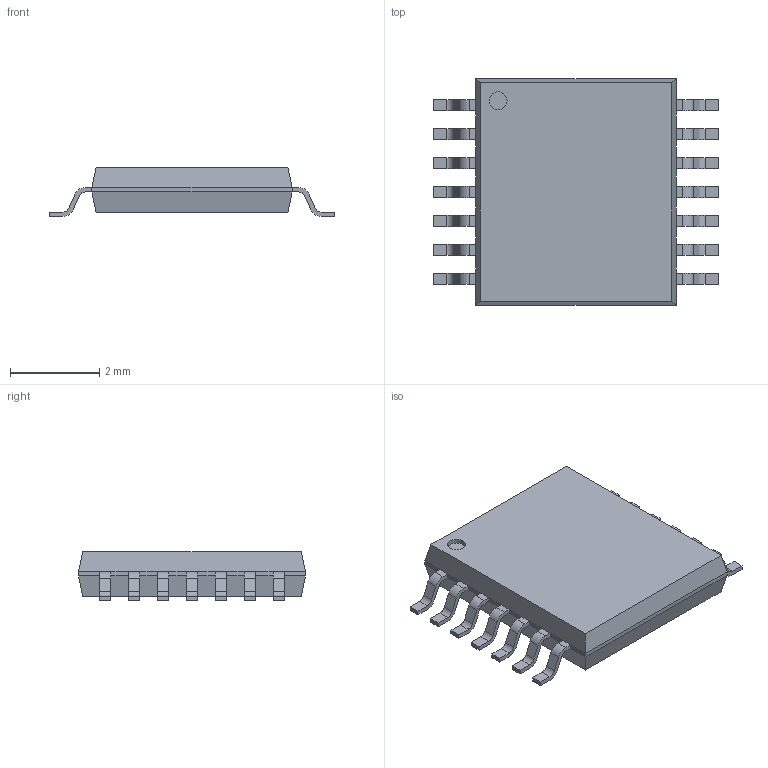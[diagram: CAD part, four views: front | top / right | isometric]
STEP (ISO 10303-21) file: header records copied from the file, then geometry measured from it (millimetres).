
FILE_DESCRIPTION(('FreeCAD Model'),'2;1');
FILE_NAME('Fusion.step', '2017-02-08T12:00:20',('kicad StepUp'),('ksu MCAD'), 'Open CASCADE STEP processor 6.8','FreeCAD','Unknown');
FILE_SCHEMA(('AUTOMOTIVE_DESIGN_CC2 { 1 2 10303 214 -1 1 5 4 }'));
Length unit declared in the file: millimetre
Products named in the file (1): Fusion
Bounding box: 6.4 x 5.1 x 1.1 mm (x, y, z)
Volume: 22.6 mm3; surface area: 73.9 mm2
Topology: 1 solids, 1 shells, 212 faces, 565 edges, 356 vertices
Faces by surface type: plane 155, cylinder 57
Full cylindrical faces by diameter (mm): 0.4 x1
Entity records: 7986 total; most frequent: CARTESIAN_POINT 1135, ORIENTED_EDGE 1130, DIRECTION 1106, EDGE_CURVE 565, LINE 448, VECTOR 448, VERTEX_POINT 356, AXIS2_PLACEMENT_3D 329
